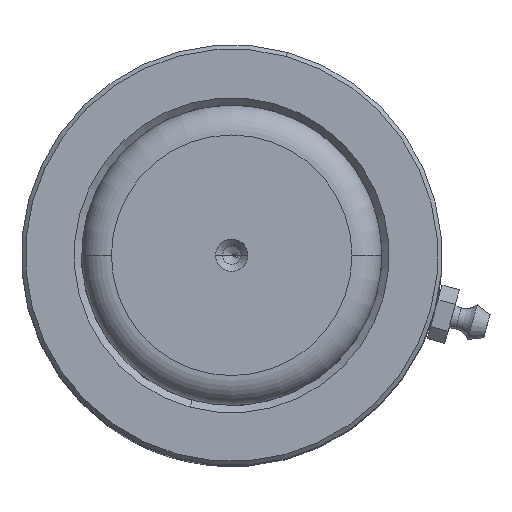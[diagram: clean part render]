
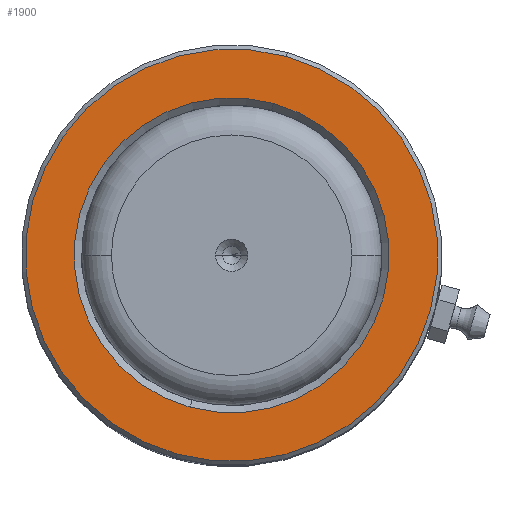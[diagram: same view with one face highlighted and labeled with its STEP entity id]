
A CAD part, top view. The second image highlights one B-rep face of the part: STEP entity #1900.
In plain terms, the highlighted planar face has unit normal (0, 0, 1).
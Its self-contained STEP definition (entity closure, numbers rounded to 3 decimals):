
#378 = EDGE_CURVE ( 'NONE', #9282, #7784, #3811, .T. ) ;
#805 = EDGE_CURVE ( 'NONE', #3808, #2689, #1300, .T. ) ;
#1144 = DIRECTION ( 'NONE',  ( 1., 0., 0. ) ) ;
#1191 = DIRECTION ( 'NONE',  ( 0., 0., 1. ) ) ;
#1290 = EDGE_LOOP ( 'NONE', ( #1580, #3456 ) ) ;
#1300 = CIRCLE ( 'NONE', #3296, 26.2 ) ;
#1501 = FACE_BOUND ( 'NONE', #1290, .T. ) ;
#1580 = ORIENTED_EDGE ( 'NONE', *, *, #805, .T. ) ;
#1656 = AXIS2_PLACEMENT_3D ( 'NONE', #5190, #8863, #5134 ) ;
#1900 = ADVANCED_FACE ( 'NONE', ( #3689, #1501 ), #4299, .T. ) ;
#2145 = DIRECTION ( 'NONE',  ( 1., 0., 0. ) ) ;
#2689 = VERTEX_POINT ( 'NONE', #9068 ) ;
#2926 = CIRCLE ( 'NONE', #6547, 26.2 ) ;
#3296 = AXIS2_PLACEMENT_3D ( 'NONE', #7738, #4752, #1144 ) ;
#3456 = ORIENTED_EDGE ( 'NONE', *, *, #7171, .T. ) ;
#3603 = DIRECTION ( 'NONE',  ( 0., 0., -1. ) ) ;
#3689 = FACE_OUTER_BOUND ( 'NONE', #8882, .T. ) ;
#3808 = VERTEX_POINT ( 'NONE', #7017 ) ;
#3811 = CIRCLE ( 'NONE', #5849, 34.3 ) ;
#4079 = DIRECTION ( 'NONE',  ( 1., 0., 0. ) ) ;
#4136 = CARTESIAN_POINT ( 'NONE',  ( 0., 0., 100. ) ) ;
#4285 = DIRECTION ( 'NONE',  ( 0., 0., 1. ) ) ;
#4299 = PLANE ( 'NONE',  #8869 ) ;
#4495 = ORIENTED_EDGE ( 'NONE', *, *, #378, .T. ) ;
#4752 = DIRECTION ( 'NONE',  ( 0., 0., -1. ) ) ;
#5134 = DIRECTION ( 'NONE',  ( 1., 0., 0. ) ) ;
#5190 = CARTESIAN_POINT ( 'NONE',  ( 0., 0., 100. ) ) ;
#5289 = ORIENTED_EDGE ( 'NONE', *, *, #7519, .T. ) ;
#5849 = AXIS2_PLACEMENT_3D ( 'NONE', #6937, #1191, #4079 ) ;
#6546 = CARTESIAN_POINT ( 'NONE',  ( 0., 0., 100. ) ) ;
#6547 = AXIS2_PLACEMENT_3D ( 'NONE', #4136, #3603, #2145 ) ;
#6585 = CARTESIAN_POINT ( 'NONE',  ( -34.3, 0., 100. ) ) ;
#6937 = CARTESIAN_POINT ( 'NONE',  ( 0., 0., 100. ) ) ;
#7017 = CARTESIAN_POINT ( 'NONE',  ( 26.2, 0., 100. ) ) ;
#7171 = EDGE_CURVE ( 'NONE', #2689, #3808, #2926, .T. ) ;
#7298 = DIRECTION ( 'NONE',  ( 1., 0., 0. ) ) ;
#7519 = EDGE_CURVE ( 'NONE', #7784, #9282, #8834, .T. ) ;
#7738 = CARTESIAN_POINT ( 'NONE',  ( 0., 0., 100. ) ) ;
#7784 = VERTEX_POINT ( 'NONE', #6585 ) ;
#8834 = CIRCLE ( 'NONE', #1656, 34.3 ) ;
#8863 = DIRECTION ( 'NONE',  ( 0., 0., 1. ) ) ;
#8869 = AXIS2_PLACEMENT_3D ( 'NONE', #6546, #4285, #7298 ) ;
#8882 = EDGE_LOOP ( 'NONE', ( #5289, #4495 ) ) ;
#9068 = CARTESIAN_POINT ( 'NONE',  ( -26.2, 0., 100. ) ) ;
#9094 = CARTESIAN_POINT ( 'NONE',  ( 34.3, 0., 100. ) ) ;
#9282 = VERTEX_POINT ( 'NONE', #9094 ) ;
